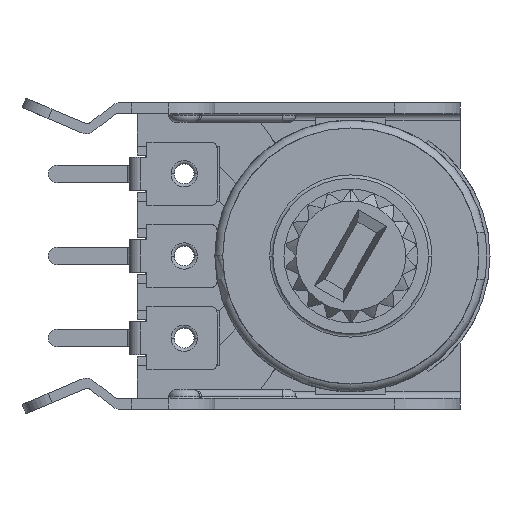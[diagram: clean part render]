
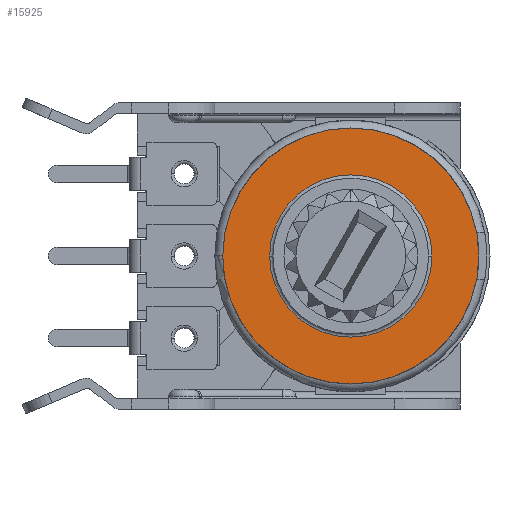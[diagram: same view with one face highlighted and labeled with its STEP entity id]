
A CAD part, front view. The second image highlights one B-rep face of the part: STEP entity #15925.
In plain terms, the highlighted planar face has unit normal (0, -1, 0).
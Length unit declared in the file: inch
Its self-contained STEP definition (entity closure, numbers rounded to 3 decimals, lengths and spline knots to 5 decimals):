
#158 = DIRECTION ( 'NONE',  ( 0., -1., 0. ) ) ;
#243 = DIRECTION ( 'NONE',  ( 0., -1., 0. ) ) ;
#313 = CARTESIAN_POINT ( 'NONE',  ( 0., 0., 0. ) ) ;
#500 = CARTESIAN_POINT ( 'NONE',  ( 0., 0., 0.23 ) ) ;
#1014 = AXIS2_PLACEMENT_3D ( 'NONE', #313, #243, #10250 ) ;
#1639 = ORIENTED_EDGE ( 'NONE', *, *, #6876, .T. ) ;
#1908 = EDGE_CURVE ( 'NONE', #6484, #5514, #9273, .T. ) ;
#1935 = CIRCLE ( 'NONE', #3198, 0.23 ) ;
#2199 = PLANE ( 'NONE',  #8652 ) ;
#2247 = FACE_OUTER_BOUND ( 'NONE', #6963, .T. ) ;
#2256 = DIRECTION ( 'NONE',  ( 1., 0., 0. ) ) ;
#2668 = CARTESIAN_POINT ( 'NONE',  ( -0.14567, 0., 0. ) ) ;
#3198 = AXIS2_PLACEMENT_3D ( 'NONE', #8895, #10885, #13553 ) ;
#3601 = EDGE_LOOP ( 'NONE', ( #8521, #10794 ) ) ;
#3619 = DIRECTION ( 'NONE',  ( 0., 1., 0. ) ) ;
#3670 = CARTESIAN_POINT ( 'NONE',  ( 0., 0., -0.23 ) ) ;
#3989 = EDGE_CURVE ( 'NONE', #5514, #6484, #12383, .T. ) ;
#5514 = VERTEX_POINT ( 'NONE', #2668 ) ;
#5920 = DIRECTION ( 'NONE',  ( 0., -1., 0. ) ) ;
#6082 = DIRECTION ( 'NONE',  ( 0., 0., -1. ) ) ;
#6484 = VERTEX_POINT ( 'NONE', #8658 ) ;
#6876 = EDGE_CURVE ( 'NONE', #17826, #11130, #1935, .T. ) ;
#6919 = ORIENTED_EDGE ( 'NONE', *, *, #13162, .T. ) ;
#6963 = EDGE_LOOP ( 'NONE', ( #1639, #6919 ) ) ;
#8521 = ORIENTED_EDGE ( 'NONE', *, *, #3989, .F. ) ;
#8652 = AXIS2_PLACEMENT_3D ( 'NONE', #17816, #3619, #2256 ) ;
#8658 = CARTESIAN_POINT ( 'NONE',  ( 0.14567, 0., 0. ) ) ;
#8895 = CARTESIAN_POINT ( 'NONE',  ( 0., 0., 0. ) ) ;
#9273 = CIRCLE ( 'NONE', #10858, 0.14567 ) ;
#10250 = DIRECTION ( 'NONE',  ( -1., 0., 0. ) ) ;
#10794 = ORIENTED_EDGE ( 'NONE', *, *, #1908, .F. ) ;
#10858 = AXIS2_PLACEMENT_3D ( 'NONE', #14363, #5920, #11586 ) ;
#10885 = DIRECTION ( 'NONE',  ( 0., -1., 0. ) ) ;
#11130 = VERTEX_POINT ( 'NONE', #3670 ) ;
#11586 = DIRECTION ( 'NONE',  ( 1., 0., 0. ) ) ;
#12383 = CIRCLE ( 'NONE', #1014, 0.14567 ) ;
#12709 = CIRCLE ( 'NONE', #15844, 0.23 ) ;
#13052 = CARTESIAN_POINT ( 'NONE',  ( 0., 0., 0. ) ) ;
#13162 = EDGE_CURVE ( 'NONE', #11130, #17826, #12709, .T. ) ;
#13553 = DIRECTION ( 'NONE',  ( 0., 0., 1. ) ) ;
#14363 = CARTESIAN_POINT ( 'NONE',  ( 0., 0., 0. ) ) ;
#15844 = AXIS2_PLACEMENT_3D ( 'NONE', #13052, #158, #6082 ) ;
#15925 = ADVANCED_FACE ( 'NONE', ( #2247, #17254 ), #2199, .F. ) ;
#17254 = FACE_BOUND ( 'NONE', #3601, .T. ) ;
#17816 = CARTESIAN_POINT ( 'NONE',  ( 0., 0., 0. ) ) ;
#17826 = VERTEX_POINT ( 'NONE', #500 ) ;
